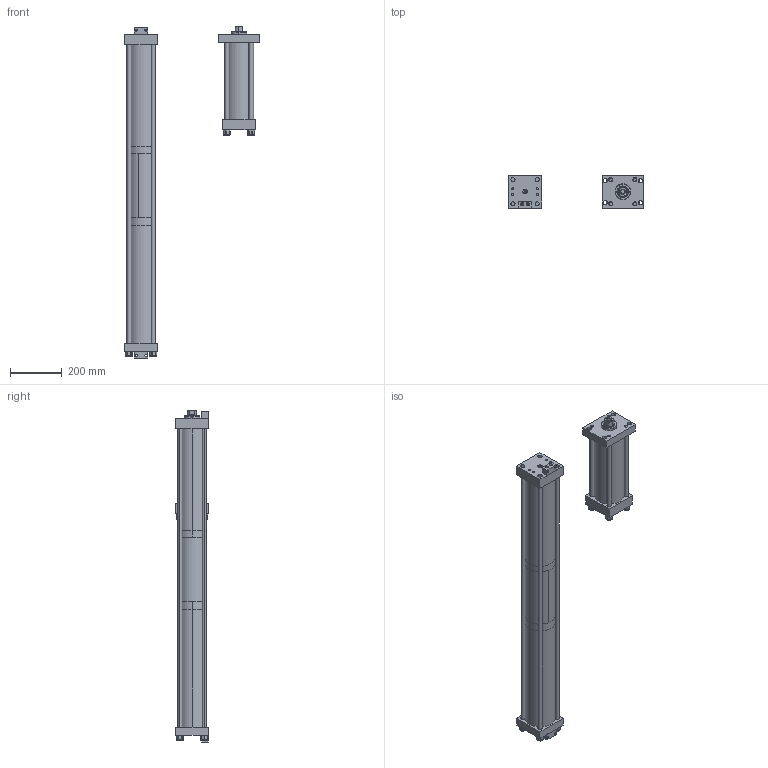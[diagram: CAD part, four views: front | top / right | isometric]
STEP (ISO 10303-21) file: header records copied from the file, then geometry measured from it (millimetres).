
FILE_DESCRIPTION (( 'STEP AP203' ), '1' );
FILE_NAME ('HPS-8-4.00-1.00-FH.STEP', '2020-05-19T14:47:06', ( '' ), ( '' ), 'SwSTEP 2.0', 'SolidWorks 2018', '' );
FILE_SCHEMA (( 'CONFIG_CONTROL_DESIGN' ));
Length unit declared in the file: inch
Products named in the file (18): HPS-8-4.00-1.00-FH.STEP; ES0805_HPS-8-4-1.00.STEP; E0401_HPS-8-4-1.00.STEP; E0863_4.0-1.0.STEP; E04BRK.STEP; NLN .625.STEP; E0860_HPS-8-4.00-1.00.STEP; E0861_1.0.STEP; G0810.STEP; HPS-8-4.00-1.00-FH; F0862.STEP; F0403.STEP; E0859.STEP; E0813.STEP; E0864.STEP; E0804.STEP; E0811_4.0.STEP; ES0814_1.0.STEP
Assembly tree (31 placements, depth 3):
  HPS-8-4.00-1.00-FH
    HPS-8-4.00-1.00-FH.STEP
      E04BRK.STEP  x2
      E0804.STEP
      E0859.STEP
      NLN .625.STEP  x8
      F0403.STEP
      G0810.STEP
      E0813.STEP
      F0862.STEP
      E0864.STEP
      E0401_HPS-8-4-1.00.STEP
      ES0805_HPS-8-4-1.00.STEP
      E0860_HPS-8-4.00-1.00.STEP  x4
      E0811_4.0.STEP
      ES0814_1.0.STEP
      E0861_1.0.STEP
      E0863_4.0-1.0.STEP  x4
Bounding box: 519.34 x 127 x 1277.9 mm (x, y, z)
Volume: 7640919.9 mm3; surface area: 1730668.5 mm2
Topology: 31 solids, 31 shells, 589 faces, 1371 edges, 878 vertices
Faces by surface type: cylinder 310, plane 250, cone 29
Entity records: 14872 total; most frequent: CARTESIAN_POINT 3390, DIRECTION 2090, ORIENTED_EDGE 1750, EDGE_CURVE 875, AXIS2_PLACEMENT_3D 856, VERTEX_POINT 566, EDGE_LOOP 501, CIRCLE 444
